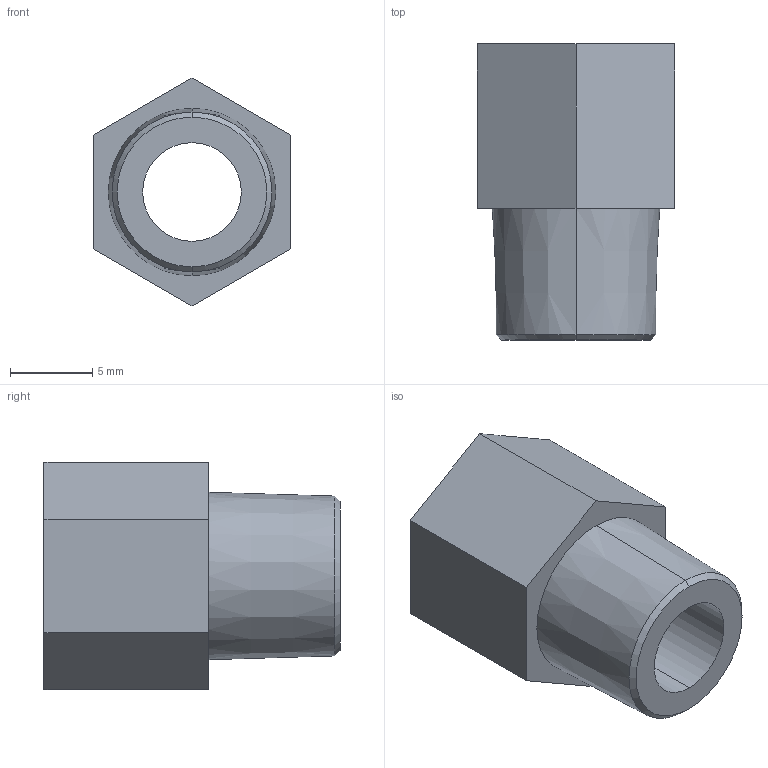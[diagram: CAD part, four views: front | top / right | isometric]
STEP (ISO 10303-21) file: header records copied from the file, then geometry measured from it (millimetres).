
FILE_DESCRIPTION (( 'STEP AP203' ), '1' );
FILE_NAME ('OA-PT1_8-G1_8.STEP', '2013-10-24T06:26:41', ( 'CPC' ), ( '' ), 'SwSTEP 2.0', 'SolidWorks 2010', '' );
FILE_SCHEMA (( 'CONFIG_CONTROL_DESIGN' ));
Length unit declared in the file: millimetre
Products named in the file (1): OA-PT1_8-G1_8
Bounding box: 12 x 18 x 13.86 mm (x, y, z)
Volume: 852.9 mm3; surface area: 1288 mm2
Topology: 1 solids, 1 shells, 24 faces, 52 edges, 32 vertices
Faces by surface type: plane 10, cone 8, cylinder 6
Entity records: 733 total; most frequent: DIRECTION 122, CARTESIAN_POINT 109, ORIENTED_EDGE 104, EDGE_CURVE 52, AXIS2_PLACEMENT_3D 45, VECTOR 32, LINE 32, VERTEX_POINT 32
